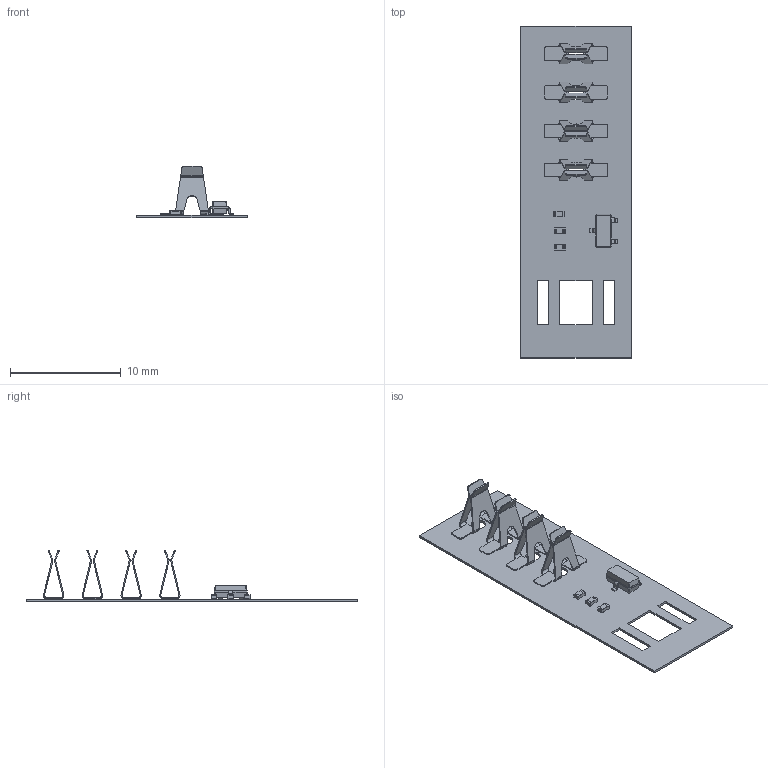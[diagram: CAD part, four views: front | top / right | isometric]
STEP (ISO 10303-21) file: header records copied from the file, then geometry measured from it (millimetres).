
FILE_DESCRIPTION(('KiCad electronic assembly'),'2;1');
FILE_NAME('LMFEmimicboard.step','2021-05-05T10:19:29',('An Author'),( 'A Company'),'Open CASCADE STEP processor 6.9', 'KiCad to STEP converter','Unknown');
FILE_SCHEMA(('AUTOMOTIVE_DESIGN { 1 0 10303 214 1 1 1 1 }'));
Length unit declared in the file: millimetre
Products named in the file (8): Open CASCADE STEP translator 6.9 1; Harwin_socket_018664; SOLID; R_0402_1005Metric; SOT-23; COMPOUND
Assembly tree (12 placements, depth 3):
  Open CASCADE STEP translator 6.9 1
    Harwin_socket_018664  x4
      SOLID
    R_0402_1005Metric  x3
      SOLID
    SOT-23
      SOLID
    COMPOUND
Bounding box: 10 x 30 x 4.62 mm (x, y, z)
Volume: 70 mm3; surface area: 803.7 mm2
Topology: 9 solids, 9 shells, 488 faces, 1188 edges, 710 vertices
Faces by surface type: plane 245, cylinder 144, bspline 99
Full cylindrical faces by diameter (mm): 1.3 x4
Entity records: 14574 total; most frequent: CARTESIAN_POINT 4185, DIRECTION 1597, LINE 1093, VECTOR 1093, ORIENTED_EDGE 988, PCURVE 988, DEFINITIONAL_REPRESENTATION 988, EDGE_CURVE 494
